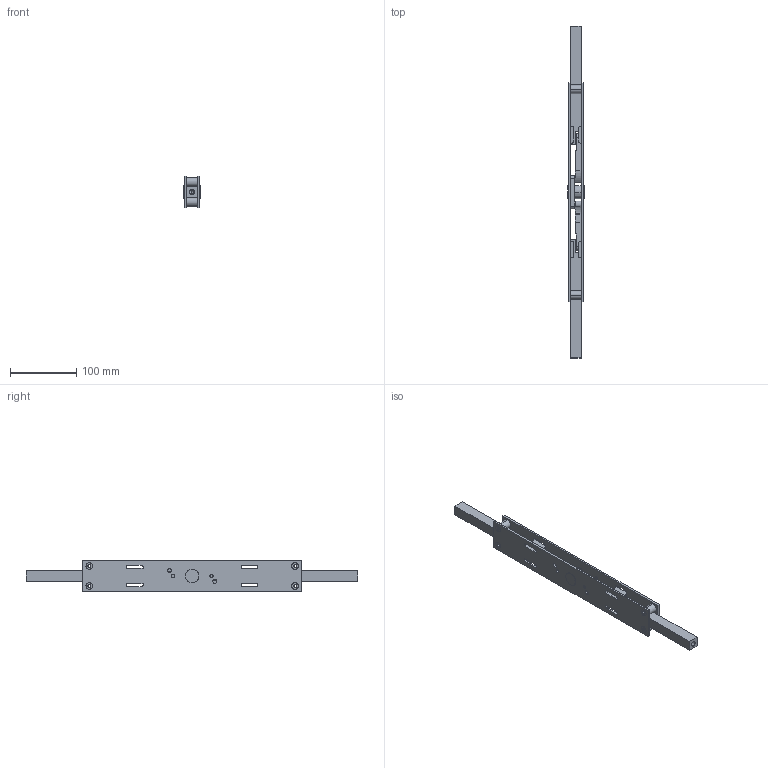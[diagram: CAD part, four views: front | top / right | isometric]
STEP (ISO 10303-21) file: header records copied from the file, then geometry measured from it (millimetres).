
FILE_DESCRIPTION (( 'STEP AP203' ), '1' );
FILE_NAME ('A-394-1.STEP', '2018-05-24T00:16:26', ( '' ), ( '' ), 'SwSTEP 2.0', 'SolidWorks 2014', '' );
FILE_SCHEMA (( 'CONFIG_CONTROL_DESIGN' ));
Length unit declared in the file: millimetre
Products named in the file (6): A-394-1_ハンドル受け_; A-394-1; A-394-1_ブラケット_; A-394-1_リンク_; A-394-1_連結ロッド_; A-394-1_ロッド_
Assembly tree (11 placements, depth 2):
  A-394-1
    A-394-1_ブラケット_  x2
    A-394-1_連結ロッド_  x4
    A-394-1_ハンドル受け_
    A-394-1_リンク_  x2
    A-394-1_ロッド_  x2
Bounding box: 24.5 x 500 x 48 mm (x, y, z)
Volume: 207125.2 mm3; surface area: 110150.3 mm2
Topology: 11 solids, 11 shells, 289 faces, 730 edges, 478 vertices
Faces by surface type: cylinder 148, plane 137, cone 4
Entity records: 5307 total; most frequent: DIRECTION 831, CARTESIAN_POINT 771, ORIENTED_EDGE 738, EDGE_CURVE 369, AXIS2_PLACEMENT_3D 303, VERTEX_POINT 243, LINE 225, VECTOR 225
